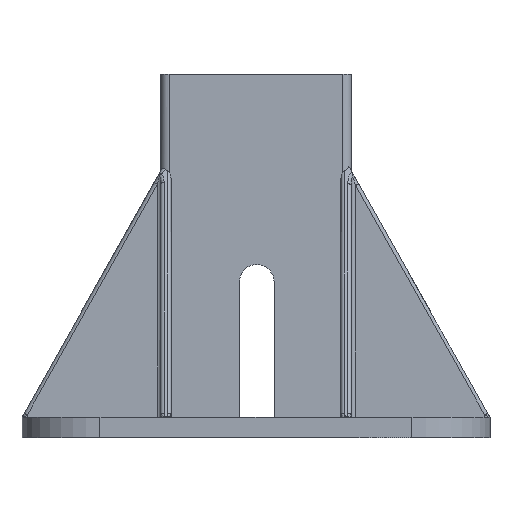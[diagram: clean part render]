
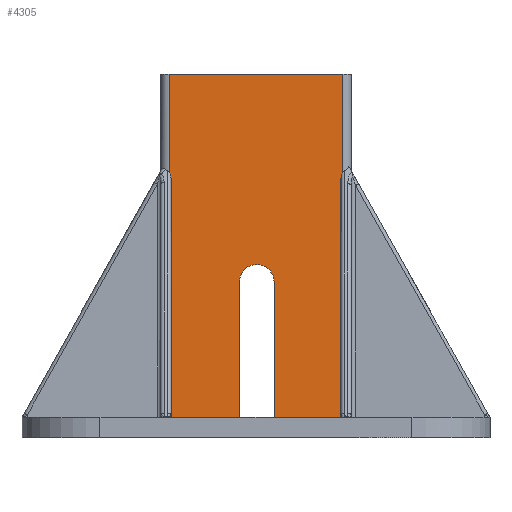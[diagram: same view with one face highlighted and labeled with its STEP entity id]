
A CAD part, front view. The second image highlights one B-rep face of the part: STEP entity #4305.
In plain terms, the highlighted planar face has unit normal (0, -1, 0).
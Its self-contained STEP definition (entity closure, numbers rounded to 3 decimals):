
#439=CARTESIAN_POINT('',(-4.785,-95.,0.0));
#440=VERTEX_POINT('',#439);
#447=CARTESIAN_POINT('',(-7.5,-95.,0.0));
#448=VERTEX_POINT('',#447);
#449=CARTESIAN_POINT('',(-7.5,-95.,0.0));
#450=DIRECTION('',(1.0,0.0,0.0));
#451=VECTOR('',#450,2.715);
#452=LINE('',#449,#451);
#453=EDGE_CURVE('',#448,#440,#452,.T.);
#471=CARTESIAN_POINT('',(7.5,-95.,0.0));
#472=VERTEX_POINT('',#471);
#479=CARTESIAN_POINT('',(5.215,-95.,0.0));
#480=VERTEX_POINT('',#479);
#481=CARTESIAN_POINT('',(5.215,-95.,0.0));
#482=DIRECTION('',(1.0,0.0,0.0));
#483=VECTOR('',#482,2.285);
#484=LINE('',#481,#483);
#485=EDGE_CURVE('',#480,#472,#484,.T.);
#935=CARTESIAN_POINT('',(7.5,-95.,6.));
#936=VERTEX_POINT('',#935);
#943=CARTESIAN_POINT('',(7.5,-95.,0.0));
#944=DIRECTION('',(0.0,0.0,1.0));
#945=VECTOR('',#944,6.);
#946=LINE('',#943,#945);
#947=EDGE_CURVE('',#472,#936,#946,.T.);
#981=CARTESIAN_POINT('',(-7.5,-95.,6.));
#982=VERTEX_POINT('',#981);
#983=CARTESIAN_POINT('',(-7.5,-95.,0.0));
#984=DIRECTION('',(0.0,0.0,1.0));
#985=VECTOR('',#984,6.);
#986=LINE('',#983,#985);
#987=EDGE_CURVE('',#448,#982,#986,.T.);
#1226=CARTESIAN_POINT('',(5.215,-95.,45.05));
#1227=VERTEX_POINT('',#1226);
#1234=CARTESIAN_POINT('',(0.265,-95.,50.0));
#1235=VERTEX_POINT('',#1234);
#1236=CARTESIAN_POINT('',(0.265,-95.,45.05));
#1237=DIRECTION('',(0.0,-1.0,0.0));
#1238=DIRECTION('',(1.0,0.0,0.0));
#1239=AXIS2_PLACEMENT_3D('',#1236,#1237,#1238);
#1240=CIRCLE('',#1239,4.95);
#1241=EDGE_CURVE('',#1227,#1235,#1240,.T.);
#1328=CARTESIAN_POINT('',(-4.785,-95.,45.05));
#1329=VERTEX_POINT('',#1328);
#1337=CARTESIAN_POINT('',(0.165,-95.,50.0));
#1338=VERTEX_POINT('',#1337);
#1345=CARTESIAN_POINT('',(0.165,-95.,45.05));
#1346=DIRECTION('',(0.0,1.0,0.0));
#1347=DIRECTION('',(-1.0,0.0,0.0));
#1348=AXIS2_PLACEMENT_3D('',#1345,#1346,#1347);
#1349=CIRCLE('',#1348,4.95);
#1350=EDGE_CURVE('',#1329,#1338,#1349,.T.);
#1607=CARTESIAN_POINT('',(0.265,-95.,50.0));
#1608=DIRECTION('',(-1.0,0.0,0.0));
#1609=VECTOR('',#1608,0.1);
#1610=LINE('',#1607,#1609);
#1611=EDGE_CURVE('',#1235,#1338,#1610,.T.);
#1622=CARTESIAN_POINT('',(5.215,-95.,0.0));
#1623=DIRECTION('',(0.0,0.0,1.0));
#1624=VECTOR('',#1623,45.05);
#1625=LINE('',#1622,#1624);
#1626=EDGE_CURVE('',#480,#1227,#1625,.T.);
#1641=CARTESIAN_POINT('',(-4.785,-95.,0.0));
#1642=DIRECTION('',(0.0,0.0,1.0));
#1643=VECTOR('',#1642,45.05);
#1644=LINE('',#1641,#1643);
#1645=EDGE_CURVE('',#440,#1329,#1644,.T.);
#1801=CARTESIAN_POINT('',(-25.,-95.,105.));
#1802=VERTEX_POINT('',#1801);
#1810=CARTESIAN_POINT('',(25.,-95.,105.));
#1811=VERTEX_POINT('',#1810);
#1812=CARTESIAN_POINT('',(-25.,-95.,105.));
#1813=DIRECTION('',(1.0,0.0,0.0));
#1814=VECTOR('',#1813,50.);
#1815=LINE('',#1812,#1814);
#1816=EDGE_CURVE('',#1802,#1811,#1815,.T.);
#1839=CARTESIAN_POINT('',(-24.5,-95.,74.963));
#1840=VERTEX_POINT('',#1839);
#1841=CARTESIAN_POINT('',(-25.,-95.,76.727));
#1842=VERTEX_POINT('',#1841);
#1843=CARTESIAN_POINT('',(-25.5,-95.,74.963));
#1844=DIRECTION('',(0.,-1.0,0.));
#1845=DIRECTION('',(0.,0.,-1.0));
#1846=AXIS2_PLACEMENT_3D('',#1843,#1844,#1845);
#1847=ELLIPSE('',#1846,2.037,1.0);
#1848=EDGE_CURVE('',#1840,#1842,#1847,.T.);
#2000=CARTESIAN_POINT('',(-24.5,-95.,6.));
#2001=VERTEX_POINT('',#2000);
#2008=CARTESIAN_POINT('',(-24.5,-95.,6.));
#2009=DIRECTION('',(0.0,0.0,1.0));
#2010=VECTOR('',#2009,68.963);
#2011=LINE('',#2008,#2010);
#2012=EDGE_CURVE('',#2001,#1840,#2011,.T.);
#4156=CARTESIAN_POINT('',(25.,-95.,76.727));
#4157=VERTEX_POINT('',#4156);
#4158=CARTESIAN_POINT('',(25.,-95.,105.));
#4159=DIRECTION('',(0.0,0.0,-1.0));
#4160=VECTOR('',#4159,28.273);
#4161=LINE('',#4158,#4160);
#4162=EDGE_CURVE('',#1811,#4157,#4161,.T.);
#4240=CARTESIAN_POINT('',(24.5,-95.,74.963));
#4241=VERTEX_POINT('',#4240);
#4242=CARTESIAN_POINT('',(25.5,-95.,74.963));
#4243=DIRECTION('',(0.,1.0,0.));
#4244=DIRECTION('',(0.,0.,-1.0));
#4245=AXIS2_PLACEMENT_3D('',#4242,#4243,#4244);
#4246=ELLIPSE('',#4245,2.037,1.0);
#4247=EDGE_CURVE('',#4241,#4157,#4246,.T.);
#4258=CARTESIAN_POINT('',(-27.5,-95.,0.));
#4259=DIRECTION('',(0.0,-1.0,0.0));
#4260=DIRECTION('',(1.0,0.0,0.0));
#4261=AXIS2_PLACEMENT_3D('',#4258,#4259,#4260);
#4262=PLANE('',#4261);
#4263=ORIENTED_EDGE('',*,*,#4247,.T.);
#4264=ORIENTED_EDGE('',*,*,#4162,.F.);
#4265=ORIENTED_EDGE('',*,*,#1816,.F.);
#4266=CARTESIAN_POINT('',(-25.,-95.,105.));
#4267=DIRECTION('',(0.0,0.0,-1.0));
#4268=VECTOR('',#4267,28.273);
#4269=LINE('',#4266,#4268);
#4270=EDGE_CURVE('',#1802,#1842,#4269,.T.);
#4271=ORIENTED_EDGE('',*,*,#4270,.T.);
#4272=ORIENTED_EDGE('',*,*,#1848,.F.);
#4273=ORIENTED_EDGE('',*,*,#2012,.F.);
#4274=CARTESIAN_POINT('',(-24.5,-95.,6.));
#4275=DIRECTION('',(1.0,0.0,0.0));
#4276=VECTOR('',#4275,17.);
#4277=LINE('',#4274,#4276);
#4278=EDGE_CURVE('',#2001,#982,#4277,.T.);
#4279=ORIENTED_EDGE('',*,*,#4278,.T.);
#4280=ORIENTED_EDGE('',*,*,#987,.F.);
#4281=ORIENTED_EDGE('',*,*,#453,.T.);
#4282=ORIENTED_EDGE('',*,*,#1645,.T.);
#4283=ORIENTED_EDGE('',*,*,#1350,.T.);
#4284=ORIENTED_EDGE('',*,*,#1611,.F.);
#4285=ORIENTED_EDGE('',*,*,#1241,.F.);
#4286=ORIENTED_EDGE('',*,*,#1626,.F.);
#4287=ORIENTED_EDGE('',*,*,#485,.T.);
#4288=ORIENTED_EDGE('',*,*,#947,.T.);
#4289=CARTESIAN_POINT('',(24.5,-95.,6.));
#4290=VERTEX_POINT('',#4289);
#4291=CARTESIAN_POINT('',(7.5,-95.,6.));
#4292=DIRECTION('',(1.0,0.0,0.0));
#4293=VECTOR('',#4292,17.);
#4294=LINE('',#4291,#4293);
#4295=EDGE_CURVE('',#936,#4290,#4294,.T.);
#4296=ORIENTED_EDGE('',*,*,#4295,.T.);
#4297=CARTESIAN_POINT('',(24.5,-95.,6.));
#4298=DIRECTION('',(0.0,0.0,1.0));
#4299=VECTOR('',#4298,68.963);
#4300=LINE('',#4297,#4299);
#4301=EDGE_CURVE('',#4290,#4241,#4300,.T.);
#4302=ORIENTED_EDGE('',*,*,#4301,.T.);
#4303=EDGE_LOOP('',(#4263,#4264,#4265,#4271,#4272,#4273,#4279,#4280,#4281,#4282,#4283,#4284,#4285,#4286,#4287,#4288,#4296,#4302));
#4304=FACE_OUTER_BOUND('',#4303,.T.);
#4305=ADVANCED_FACE('',(#4304),#4262,.T.);
